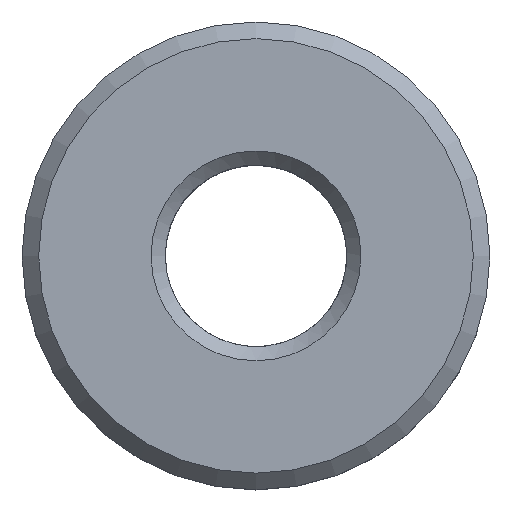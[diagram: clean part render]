
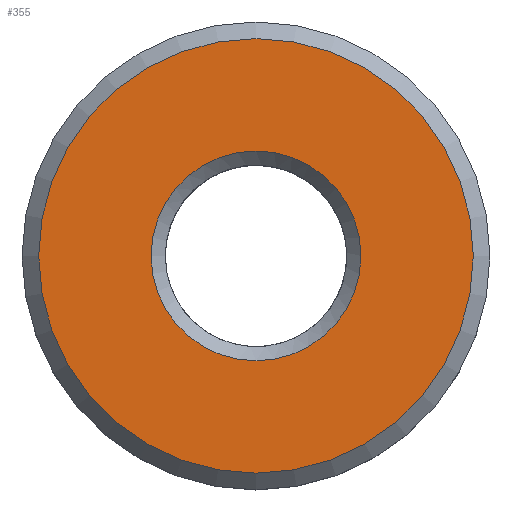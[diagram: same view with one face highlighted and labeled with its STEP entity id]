
A CAD part, top view. The second image highlights one B-rep face of the part: STEP entity #355.
In plain terms, the highlighted planar face has unit normal (0, 0, 1).
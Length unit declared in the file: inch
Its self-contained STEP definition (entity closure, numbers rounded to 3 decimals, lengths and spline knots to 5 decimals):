
#26=FACE_BOUND('',#72,.T.);
#29=PLANE('',#402);
#48=FACE_OUTER_BOUND('',#71,.T.);
#71=EDGE_LOOP('',(#273));
#72=EDGE_LOOP('',(#274));
#92=CIRCLE('',#400,0.1305);
#94=CIRCLE('',#403,0.063);
#174=VERTEX_POINT('',#740);
#176=VERTEX_POINT('',#746);
#211=EDGE_CURVE('',#174,#174,#92,.T.);
#214=EDGE_CURVE('',#176,#176,#94,.T.);
#273=ORIENTED_EDGE('',*,*,#211,.F.);
#274=ORIENTED_EDGE('',*,*,#214,.F.);
#355=ADVANCED_FACE('',(#48,#26),#29,.T.);
#400=AXIS2_PLACEMENT_3D('',#741,#470,#471);
#402=AXIS2_PLACEMENT_3D('',#745,#475,#476);
#403=AXIS2_PLACEMENT_3D('',#747,#477,#478);
#470=DIRECTION('center_axis',(0.,0.,-1.));
#471=DIRECTION('ref_axis',(1.,0.,0.));
#475=DIRECTION('center_axis',(0.,0.,1.));
#476=DIRECTION('ref_axis',(1.,0.,0.));
#477=DIRECTION('center_axis',(0.,0.,1.));
#478=DIRECTION('ref_axis',(1.,0.,0.));
#740=CARTESIAN_POINT('',(-0.1305,0.,0.062));
#741=CARTESIAN_POINT('Origin',(0.,0.,0.062));
#745=CARTESIAN_POINT('Origin',(0.,0.,0.062));
#746=CARTESIAN_POINT('',(-0.063,0.,0.062));
#747=CARTESIAN_POINT('Origin',(0.,0.,0.062));
